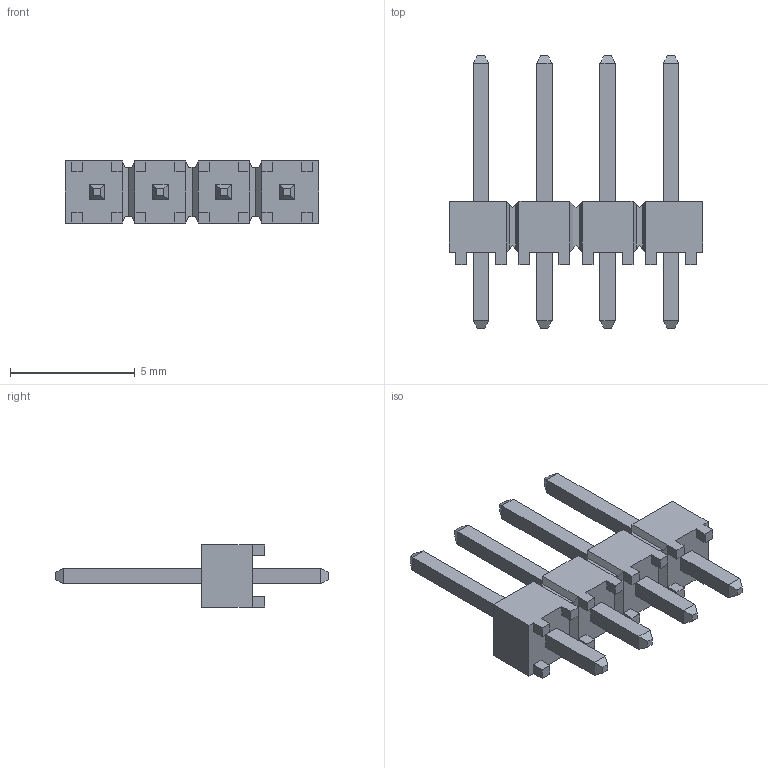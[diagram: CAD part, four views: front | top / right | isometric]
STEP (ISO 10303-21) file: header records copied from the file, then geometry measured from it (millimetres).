
FILE_DESCRIPTION(/* description */ ('STEP AP214'),/* implementation_level */ '2;1');
FILE_NAME(/* name */ 'HTSW-104-07-F-S',/* time_stamp */ '2025-02-23T10:32:21+01:00',/* author */ ('License CC BY-ND 4.0'),/* organization */ ('CADENAS'),/* preprocessor_version */ 'ST-DEVELOPER v19.3',/* originating_system */ 'PARTsolutions',/* authorisation */ ' ');
FILE_SCHEMA (('AUTOMOTIVE_DESIGN {1 0 10303 214 3 1 1}'));
Length unit declared in the file: inch
Products named in the file (4): HTSW-104-07-F-S; HTSW-104-07-F-S_body; T-1S6-07-HTSW-1--07-4--F-S; T-1S6-07-HTSW-1--07-4--F-S2
Assembly tree (3 placements, depth 2):
  HTSW-104-07-F-S
    HTSW-104-07-F-S_body
    T-1S6-07-HTSW-1--07-4--F-S
    T-1S6-07-HTSW-1--07-4--F-S2
Bounding box: 10.16 x 10.92 x 2.49 mm (x, y, z)
Volume: 65.5 mm3; surface area: 274.7 mm2
Topology: 3 solids, 3 shells, 212 faces, 526 edges, 328 vertices
Faces by surface type: plane 212
Entity records: 6187 total; most frequent: CARTESIAN_POINT 1070, ORIENTED_EDGE 1052, DIRECTION 958, EDGE_CURVE 526, LINE 526, VECTOR 526, VERTEX_POINT 328, EDGE_LOOP 228
